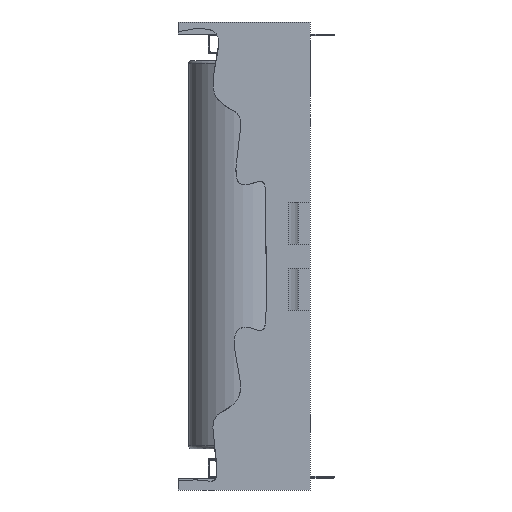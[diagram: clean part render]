
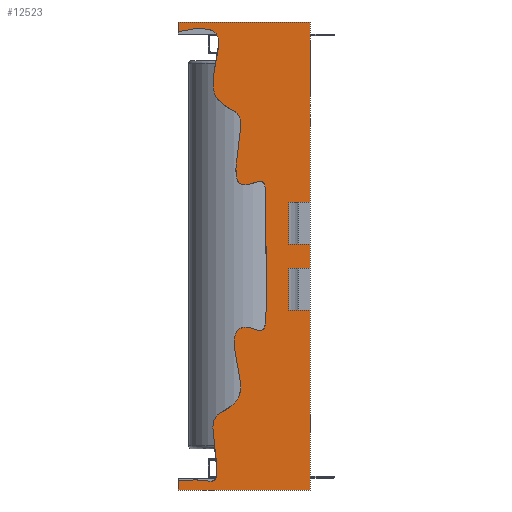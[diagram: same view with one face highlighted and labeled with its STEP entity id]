
A CAD part, left-side view. The second image highlights one B-rep face of the part: STEP entity #12523.
In plain terms, the highlighted planar face has unit normal (-1, 0, 0).
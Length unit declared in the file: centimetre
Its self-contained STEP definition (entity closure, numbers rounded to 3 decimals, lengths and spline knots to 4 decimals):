
#17=(
BOUNDED_CURVE()
B_SPLINE_CURVE(5,(#20815,#20816,#20817,#20818,#20819,#20820,#20821,#20822,
#20823,#20824,#20825,#20826,#20827,#20828,#20829,#20830,#20831,#20832,#20833,
#20834,#20835,#20836,#20837,#20838,#20839,#20840,#20841,#20842,#20843,#20844,
#20845,#20846,#20847,#20848,#20849,#20850,#20851,#20852,#20853,#20854,#20855,
#20856,#20857,#20858,#20859,#20860,#20861,#20862,#20863,#20864,#20865,#20866,
#20867,#20868,#20869,#20870,#20871,#20872,#20873,#20874),.UNSPECIFIED.,
 .F.,.F.)
B_SPLINE_CURVE_WITH_KNOTS((6,1,1,1,1,1,1,1,1,1,1,1,1,1,1,1,1,1,1,1,1,1,
1,1,1,1,1,1,1,1,1,1,1,1,1,1,1,1,1,1,1,1,1,1,1,1,1,1,1,1,1,1,1,1,1,6),(0.,
0.0182,0.0364,0.0545,0.0727,
0.0909,0.1091,0.1273,0.1455,
0.1636,0.1818,0.2,0.2182,0.2364,
0.2545,0.2727,0.2909,0.3091,
0.3273,0.3455,0.3636,0.3818,
0.4,0.4182,0.4364,0.4545,0.4727,
0.4909,0.5091,0.5273,0.5455,
0.5636,0.5818,0.6,0.6182,0.6364,
0.6545,0.6727,0.6909,0.7091,
0.7273,0.7455,0.7636,0.7818,
0.8,0.8182,0.8364,0.8545,0.8727,
0.8909,0.9091,0.9273,0.9455,
0.9636,0.9818,1.),.UNSPECIFIED.)
CURVE()
GEOMETRIC_REPRESENTATION_ITEM()
RATIONAL_B_SPLINE_CURVE((1.,1.,1.,1.,1.,1.,1.,1.,1.,1.,1.,1.,1.,1.,1.,1.,
1.,1.,1.,1.,1.,1.,1.,1.,1.,1.,1.,1.,1.,1.,1.,1.,1.,1.,1.,1.,1.,1.,1.,1.,
1.,1.,1.,1.,1.,1.,1.,1.,1.,1.,1.,1.,1.,1.,1.,1.,1.,1.,1.,1.))
REPRESENTATION_ITEM('')
);
#1880=FACE_OUTER_BOUND('',#2668,.T.);
#2668=EDGE_LOOP('',(#10483,#10484,#10485,#10486,#10487,#10488,#10489,#10490,
#10491,#10492,#10493,#10494,#10495,#10496));
#3509=LINE('',#20947,#4643);
#3510=LINE('',#20949,#4644);
#3511=LINE('',#20951,#4645);
#3512=LINE('',#20953,#4646);
#3513=LINE('',#20955,#4647);
#3514=LINE('',#20957,#4648);
#3515=LINE('',#20959,#4649);
#3516=LINE('',#20961,#4650);
#3517=LINE('',#20963,#4651);
#3518=LINE('',#20965,#4652);
#3519=LINE('',#20967,#4653);
#3520=LINE('',#20969,#4654);
#3521=LINE('',#20970,#4655);
#4643=VECTOR('',#17227,0.16);
#4644=VECTOR('',#17228,2.2);
#4645=VECTOR('',#17229,3.);
#4646=VECTOR('',#17230,0.35);
#4647=VECTOR('',#17231,0.7);
#4648=VECTOR('',#17232,0.35);
#4649=VECTOR('',#17233,0.4);
#4650=VECTOR('',#17234,0.35);
#4651=VECTOR('',#17235,0.7);
#4652=VECTOR('',#17236,0.35);
#4653=VECTOR('',#17237,3.);
#4654=VECTOR('',#17238,2.2);
#4655=VECTOR('',#17239,0.16);
#5829=VERTEX_POINT('',#20813);
#5830=VERTEX_POINT('',#20814);
#5834=VERTEX_POINT('',#20946);
#5835=VERTEX_POINT('',#20948);
#5836=VERTEX_POINT('',#20950);
#5837=VERTEX_POINT('',#20952);
#5838=VERTEX_POINT('',#20954);
#5839=VERTEX_POINT('',#20956);
#5840=VERTEX_POINT('',#20958);
#5841=VERTEX_POINT('',#20960);
#5842=VERTEX_POINT('',#20962);
#5843=VERTEX_POINT('',#20964);
#5844=VERTEX_POINT('',#20966);
#5845=VERTEX_POINT('',#20968);
#7448=EDGE_CURVE('',#5829,#5830,#17,.T.);
#7455=EDGE_CURVE('',#5834,#5830,#3509,.T.);
#7456=EDGE_CURVE('',#5835,#5834,#3510,.T.);
#7457=EDGE_CURVE('',#5835,#5836,#3511,.T.);
#7458=EDGE_CURVE('',#5836,#5837,#3512,.T.);
#7459=EDGE_CURVE('',#5837,#5838,#3513,.T.);
#7460=EDGE_CURVE('',#5838,#5839,#3514,.T.);
#7461=EDGE_CURVE('',#5839,#5840,#3515,.T.);
#7462=EDGE_CURVE('',#5840,#5841,#3516,.T.);
#7463=EDGE_CURVE('',#5841,#5842,#3517,.T.);
#7464=EDGE_CURVE('',#5842,#5843,#3518,.T.);
#7465=EDGE_CURVE('',#5843,#5844,#3519,.T.);
#7466=EDGE_CURVE('',#5844,#5845,#3520,.T.);
#7467=EDGE_CURVE('',#5829,#5845,#3521,.T.);
#10483=ORIENTED_EDGE('',*,*,#7448,.T.);
#10484=ORIENTED_EDGE('',*,*,#7455,.F.);
#10485=ORIENTED_EDGE('',*,*,#7456,.F.);
#10486=ORIENTED_EDGE('',*,*,#7457,.T.);
#10487=ORIENTED_EDGE('',*,*,#7458,.T.);
#10488=ORIENTED_EDGE('',*,*,#7459,.T.);
#10489=ORIENTED_EDGE('',*,*,#7460,.T.);
#10490=ORIENTED_EDGE('',*,*,#7461,.T.);
#10491=ORIENTED_EDGE('',*,*,#7462,.T.);
#10492=ORIENTED_EDGE('',*,*,#7463,.T.);
#10493=ORIENTED_EDGE('',*,*,#7464,.T.);
#10494=ORIENTED_EDGE('',*,*,#7465,.T.);
#10495=ORIENTED_EDGE('',*,*,#7466,.T.);
#10496=ORIENTED_EDGE('',*,*,#7467,.F.);
#11766=PLANE('',#13941);
#12523=ADVANCED_FACE('',(#1880),#11766,.T.);
#13941=AXIS2_PLACEMENT_3D('',#20945,#17225,#17226);
#17225=DIRECTION('center_axis',(-1.,0.,0.));
#17226=DIRECTION('ref_axis',(0.,0.,1.));
#17227=DIRECTION('',(0.,0.,1.));
#17228=DIRECTION('',(0.,1.,0.));
#17229=DIRECTION('',(0.,0.,1.));
#17230=DIRECTION('',(0.,1.,0.));
#17231=DIRECTION('',(0.,0.,1.));
#17232=DIRECTION('',(0.,-1.,0.));
#17233=DIRECTION('',(0.,0.,1.));
#17234=DIRECTION('',(0.,1.,0.));
#17235=DIRECTION('',(0.,0.,1.));
#17236=DIRECTION('',(0.,-1.,0.));
#17237=DIRECTION('',(0.,0.,1.));
#17238=DIRECTION('',(0.,1.,0.));
#17239=DIRECTION('',(0.,0.,1.));
#20813=CARTESIAN_POINT('',(-3.95,2.2,3.74));
#20814=CARTESIAN_POINT('',(-3.95,2.2,-3.74));
#20815=CARTESIAN_POINT('Ctrl Pts',(-3.95,2.2,3.74));
#20816=CARTESIAN_POINT('Ctrl Pts',(-3.95,2.17,3.7478));
#20817=CARTESIAN_POINT('Ctrl Pts',(-3.95,2.1099,3.762));
#20818=CARTESIAN_POINT('Ctrl Pts',(-3.95,2.0196,3.7791));
#20819=CARTESIAN_POINT('Ctrl Pts',(-3.95,1.8986,3.7935));
#20820=CARTESIAN_POINT('Ctrl Pts',(-3.95,1.751,3.7939));
#20821=CARTESIAN_POINT('Ctrl Pts',(-3.95,1.6176,3.7679));
#20822=CARTESIAN_POINT('Ctrl Pts',(-3.95,1.5254,3.6936));
#20823=CARTESIAN_POINT('Ctrl Pts',(-3.95,1.5072,3.5442));
#20824=CARTESIAN_POINT('Ctrl Pts',(-3.95,1.5442,3.3351));
#20825=CARTESIAN_POINT('Ctrl Pts',(-3.95,1.6003,3.097));
#20826=CARTESIAN_POINT('Ctrl Pts',(-3.95,1.6312,2.8687));
#20827=CARTESIAN_POINT('Ctrl Pts',(-3.95,1.6027,2.6836));
#20828=CARTESIAN_POINT('Ctrl Pts',(-3.95,1.5073,2.5563));
#20829=CARTESIAN_POINT('Ctrl Pts',(-3.95,1.3741,2.475));
#20830=CARTESIAN_POINT('Ctrl Pts',(-3.95,1.2451,2.4113));
#20831=CARTESIAN_POINT('Ctrl Pts',(-3.95,1.1611,2.3309));
#20832=CARTESIAN_POINT('Ctrl Pts',(-3.95,1.1385,2.1929));
#20833=CARTESIAN_POINT('Ctrl Pts',(-3.95,1.1631,1.9842));
#20834=CARTESIAN_POINT('Ctrl Pts',(-3.95,1.209,1.7322));
#20835=CARTESIAN_POINT('Ctrl Pts',(-3.95,1.2436,1.4802));
#20836=CARTESIAN_POINT('Ctrl Pts',(-3.95,1.2362,1.2801));
#20837=CARTESIAN_POINT('Ctrl Pts',(-3.95,1.1683,1.1704));
#20838=CARTESIAN_POINT('Ctrl Pts',(-3.95,1.035,1.1776));
#20839=CARTESIAN_POINT('Ctrl Pts',(-3.95,0.8836,1.241));
#20840=CARTESIAN_POINT('Ctrl Pts',(-3.95,0.7762,1.2601));
#20841=CARTESIAN_POINT('Ctrl Pts',(-3.95,0.7374,1.1592));
#20842=CARTESIAN_POINT('Ctrl Pts',(-3.95,0.7268,0.9368));
#20843=CARTESIAN_POINT('Ctrl Pts',(-3.95,0.7293,0.6078));
#20844=CARTESIAN_POINT('Ctrl Pts',(-3.95,0.7312,0.2087));
#20845=CARTESIAN_POINT('Ctrl Pts',(-3.95,0.7286,-0.2147));
#20846=CARTESIAN_POINT('Ctrl Pts',(-3.95,0.7231,-0.6124));
#20847=CARTESIAN_POINT('Ctrl Pts',(-3.95,0.7211,-0.9392));
#20848=CARTESIAN_POINT('Ctrl Pts',(-3.95,0.7356,-1.1596));
#20849=CARTESIAN_POINT('Ctrl Pts',(-3.95,0.7793,-1.2593));
#20850=CARTESIAN_POINT('Ctrl Pts',(-3.95,0.8773,-1.2427));
#20851=CARTESIAN_POINT('Ctrl Pts',(-3.95,1.0168,-1.183));
#20852=CARTESIAN_POINT('Ctrl Pts',(-3.95,1.1588,-1.1753));
#20853=CARTESIAN_POINT('Ctrl Pts',(-3.95,1.2553,-1.273));
#20854=CARTESIAN_POINT('Ctrl Pts',(-3.95,1.2767,-1.4473));
#20855=CARTESIAN_POINT('Ctrl Pts',(-3.95,1.2394,-1.6733));
#20856=CARTESIAN_POINT('Ctrl Pts',(-3.95,1.1793,-1.9157));
#20857=CARTESIAN_POINT('Ctrl Pts',(-3.95,1.1406,-2.143));
#20858=CARTESIAN_POINT('Ctrl Pts',(-3.95,1.159,-2.33));
#20859=CARTESIAN_POINT('Ctrl Pts',(-3.95,1.2474,-2.4649));
#20860=CARTESIAN_POINT('Ctrl Pts',(-3.95,1.3799,-2.5543));
#20861=CARTESIAN_POINT('Ctrl Pts',(-3.95,1.5125,-2.6212));
#20862=CARTESIAN_POINT('Ctrl Pts',(-3.95,1.6024,-2.697));
#20863=CARTESIAN_POINT('Ctrl Pts',(-3.95,1.6288,-2.8276));
#20864=CARTESIAN_POINT('Ctrl Pts',(-3.95,1.6101,-3.047));
#20865=CARTESIAN_POINT('Ctrl Pts',(-3.95,1.5713,-3.3116));
#20866=CARTESIAN_POINT('Ctrl Pts',(-3.95,1.5431,-3.5551));
#20867=CARTESIAN_POINT('Ctrl Pts',(-3.95,1.5504,-3.7166));
#20868=CARTESIAN_POINT('Ctrl Pts',(-3.95,1.6091,-3.7624));
#20869=CARTESIAN_POINT('Ctrl Pts',(-3.95,1.7095,-3.7515));
#20870=CARTESIAN_POINT('Ctrl Pts',(-3.95,1.8422,-3.7324));
#20871=CARTESIAN_POINT('Ctrl Pts',(-3.95,1.9716,-3.7259));
#20872=CARTESIAN_POINT('Ctrl Pts',(-3.95,2.081,-3.7297));
#20873=CARTESIAN_POINT('Ctrl Pts',(-3.95,2.1594,-3.7359));
#20874=CARTESIAN_POINT('Ctrl Pts',(-3.95,2.2,-3.74));
#20945=CARTESIAN_POINT('Origin',(-3.95,0.,-3.9));
#20946=CARTESIAN_POINT('',(-3.95,2.2,-3.9));
#20947=CARTESIAN_POINT('',(-3.95,2.2,-3.9));
#20948=CARTESIAN_POINT('',(-3.95,0.,-3.9));
#20949=CARTESIAN_POINT('',(-3.95,0.,-3.9));
#20950=CARTESIAN_POINT('',(-3.95,0.,-0.9));
#20951=CARTESIAN_POINT('',(-3.95,0.,-3.9));
#20952=CARTESIAN_POINT('',(-3.95,0.35,-0.9));
#20953=CARTESIAN_POINT('',(-3.95,0.,-0.9));
#20954=CARTESIAN_POINT('',(-3.95,0.35,-0.2));
#20955=CARTESIAN_POINT('',(-3.95,0.35,-2.4));
#20956=CARTESIAN_POINT('',(-3.95,0.,-0.2));
#20957=CARTESIAN_POINT('',(-3.95,0.175,-0.2));
#20958=CARTESIAN_POINT('',(-3.95,0.,0.2));
#20959=CARTESIAN_POINT('',(-3.95,0.,-3.9));
#20960=CARTESIAN_POINT('',(-3.95,0.35,0.2));
#20961=CARTESIAN_POINT('',(-3.95,0.,0.2));
#20962=CARTESIAN_POINT('',(-3.95,0.35,0.9));
#20963=CARTESIAN_POINT('',(-3.95,0.35,-1.85));
#20964=CARTESIAN_POINT('',(-3.95,0.,0.9));
#20965=CARTESIAN_POINT('',(-3.95,0.175,0.9));
#20966=CARTESIAN_POINT('',(-3.95,0.,3.9));
#20967=CARTESIAN_POINT('',(-3.95,0.,-3.9));
#20968=CARTESIAN_POINT('',(-3.95,2.2,3.9));
#20969=CARTESIAN_POINT('',(-3.95,0.,3.9));
#20970=CARTESIAN_POINT('',(-3.95,2.2,-3.9));
